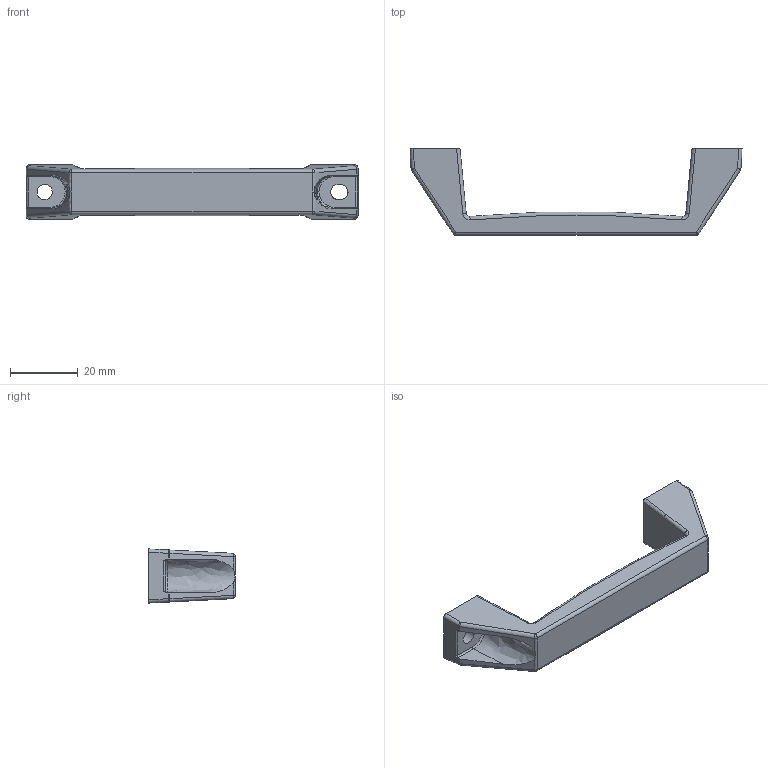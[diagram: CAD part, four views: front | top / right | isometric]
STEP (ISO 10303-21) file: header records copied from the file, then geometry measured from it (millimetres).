
FILE_DESCRIPTION((''),'2;1');
FILE_NAME('','2011-05-27T14:37:56',(''),(''),'','CADfix','');
FILE_SCHEMA(('AUTOMOTIVE_DESIGN { 1 0 10303 214 1 1 1 1 }'));
Length unit declared in the file: millimetre
Bounding box: 98 x 25.6 x 16 mm (x, y, z)
Volume: 11585.7 mm3; surface area: 6097.5 mm2
Topology: 1 solids, 1 shells, 76 faces, 186 edges, 112 vertices
Faces by surface type: bspline 76
Entity records: 2984 total; most frequent: CARTESIAN_POINT 1923, ORIENTED_EDGE 372, EDGE_CURVE 186, VERTEX_POINT 112, QUASI_UNIFORM_CURVE 88, EDGE_LOOP 80, FACE_OUTER_BOUND 76, ADVANCED_FACE 76
